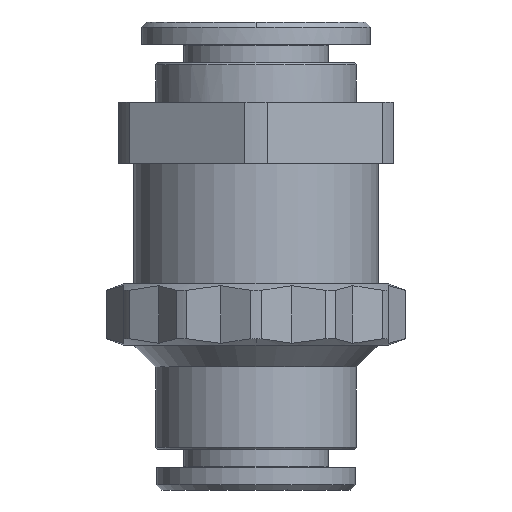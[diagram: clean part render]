
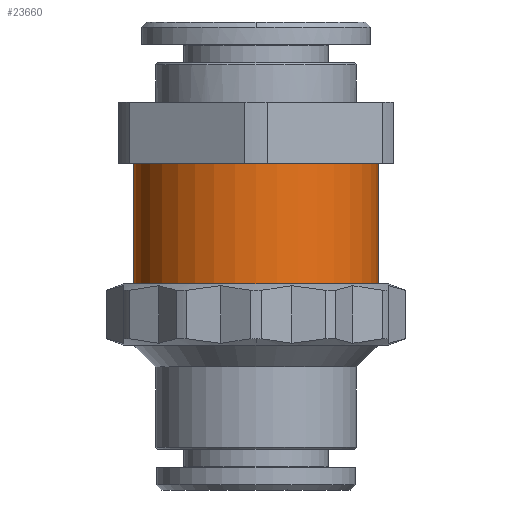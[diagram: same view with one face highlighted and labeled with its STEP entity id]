
A CAD part, front view. The second image highlights one B-rep face of the part: STEP entity #23660.
In plain terms, the highlighted cylindrical face has radius 12 mm (diameter 24 mm), a partial arc.
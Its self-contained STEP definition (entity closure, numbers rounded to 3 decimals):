
#1384 = DIRECTION ( 'NONE',  ( 0., -1., 0. ) ) ;
#2596 = EDGE_CURVE ( 'NONE', #12454, #4161, #22641, .T. ) ;
#4047 = DIRECTION ( 'NONE',  ( 0., 0., 1. ) ) ;
#4159 = CARTESIAN_POINT ( 'NONE',  ( 0., -12., 11.7 ) ) ;
#4161 = VERTEX_POINT ( 'NONE', #25445 ) ;
#4369 = FACE_OUTER_BOUND ( 'NONE', #26722, .T. ) ;
#4461 = AXIS2_PLACEMENT_3D ( 'NONE', #19164, #4047, #8333 ) ;
#4616 = EDGE_CURVE ( 'NONE', #10866, #12454, #20457, .T. ) ;
#6965 = ORIENTED_EDGE ( 'NONE', *, *, #4616, .T. ) ;
#7318 = AXIS2_PLACEMENT_3D ( 'NONE', #8420, #11156, #8866 ) ;
#7495 = CARTESIAN_POINT ( 'NONE',  ( 0., 12., -0.15 ) ) ;
#7993 = EDGE_CURVE ( 'NONE', #10866, #10177, #19442, .T. ) ;
#8333 = DIRECTION ( 'NONE',  ( 0., -1., 0. ) ) ;
#8354 = DIRECTION ( 'NONE',  ( 0., 0., 1. ) ) ;
#8420 = CARTESIAN_POINT ( 'NONE',  ( 0., 0., 2.775 ) ) ;
#8476 = CARTESIAN_POINT ( 'NONE',  ( 0., -12., -0.15 ) ) ;
#8866 = DIRECTION ( 'NONE',  ( 0., -1., 0. ) ) ;
#10177 = VERTEX_POINT ( 'NONE', #4159 ) ;
#10866 = VERTEX_POINT ( 'NONE', #8476 ) ;
#11063 = CARTESIAN_POINT ( 'NONE',  ( 0., 12., 2.775 ) ) ;
#11156 = DIRECTION ( 'NONE',  ( 0., 0., 1. ) ) ;
#12454 = VERTEX_POINT ( 'NONE', #7495 ) ;
#14409 = DIRECTION ( 'NONE',  ( 0., 0., -1. ) ) ;
#15029 = VECTOR ( 'NONE', #8354, 1000. ) ;
#15363 = ORIENTED_EDGE ( 'NONE', *, *, #7993, .F. ) ;
#16595 = CIRCLE ( 'NONE', #19351, 12. ) ;
#16846 = VECTOR ( 'NONE', #24227, 1000. ) ;
#16981 = ORIENTED_EDGE ( 'NONE', *, *, #23474, .T. ) ;
#19093 = CARTESIAN_POINT ( 'NONE',  ( 0., -12., 2.775 ) ) ;
#19164 = CARTESIAN_POINT ( 'NONE',  ( 0., 0., -0.15 ) ) ;
#19351 = AXIS2_PLACEMENT_3D ( 'NONE', #27483, #14409, #1384 ) ;
#19442 = LINE ( 'NONE', #19093, #15029 ) ;
#19618 = ORIENTED_EDGE ( 'NONE', *, *, #2596, .T. ) ;
#20457 = CIRCLE ( 'NONE', #4461, 12. ) ;
#22641 = LINE ( 'NONE', #11063, #16846 ) ;
#23474 = EDGE_CURVE ( 'NONE', #4161, #10177, #16595, .T. ) ;
#23660 = ADVANCED_FACE ( 'NONE', ( #4369 ), #24803, .T. ) ;
#24227 = DIRECTION ( 'NONE',  ( 0., 0., 1. ) ) ;
#24803 = CYLINDRICAL_SURFACE ( 'NONE', #7318, 12. ) ;
#25445 = CARTESIAN_POINT ( 'NONE',  ( 0., 12., 11.7 ) ) ;
#26722 = EDGE_LOOP ( 'NONE', ( #6965, #19618, #16981, #15363 ) ) ;
#27483 = CARTESIAN_POINT ( 'NONE',  ( 0., 0., 11.7 ) ) ;
